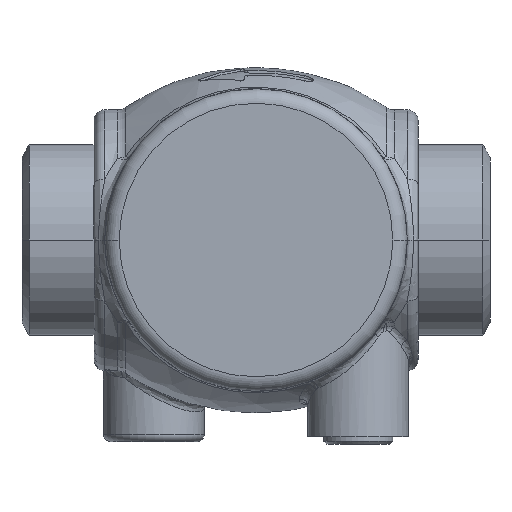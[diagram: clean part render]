
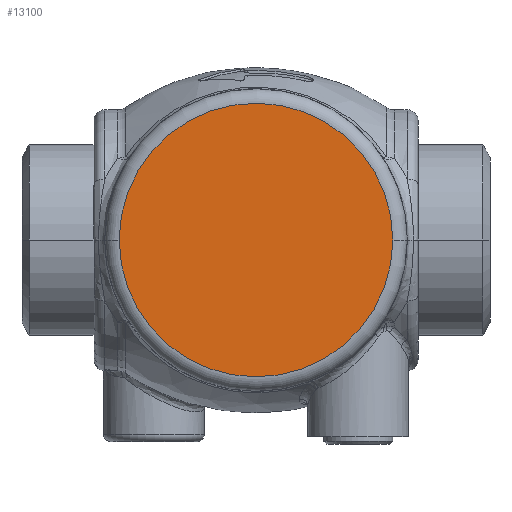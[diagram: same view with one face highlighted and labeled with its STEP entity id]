
A CAD part, front view. The second image highlights one B-rep face of the part: STEP entity #13100.
In plain terms, the highlighted planar face has unit normal (0, -1, 0).
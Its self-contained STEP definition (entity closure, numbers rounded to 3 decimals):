
#1819=CARTESIAN_POINT('',(0.,-33.5,0.));
#1820=DIRECTION('',(0.,-1.,0.));
#1821=DIRECTION('',(-1.,0.,0.008));
#1822=AXIS2_PLACEMENT_3D('',#1819,#1820,#1821);
#1839=CARTESIAN_POINT('',(0.,-33.5,0.));
#1840=DIRECTION('',(0.,1.,0.));
#1841=DIRECTION('',(-1.,0.,0.008));
#1842=AXIS2_PLACEMENT_3D('',#1839,#1840,#1841);
#1844=CARTESIAN_POINT('',(0.,-33.5,0.));
#1845=DIRECTION('',(0.,1.,0.));
#1846=DIRECTION('',(1.,0.,-0.008));
#1847=AXIS2_PLACEMENT_3D('',#1844,#1845,#1846);
#1849=CARTESIAN_POINT('',(0.,-33.5,0.));
#1850=DIRECTION('',(0.,-1.,0.));
#1851=DIRECTION('',(1.,0.,-0.008));
#1852=AXIS2_PLACEMENT_3D('',#1849,#1850,#1851);
#10710=CARTESIAN_POINT('',(-18.999,-33.5,0.155));
#10711=CARTESIAN_POINT('',(19.,-33.5,0.003));
#10712=VERTEX_POINT('',#10710);
#10713=VERTEX_POINT('',#10711);
#10714=CARTESIAN_POINT('',(-19.,-33.5,-0.003));
#10715=VERTEX_POINT('',#10714);
#10716=CARTESIAN_POINT('',(18.999,-33.5,-0.155));
#10717=VERTEX_POINT('',#10716);
#13087=CARTESIAN_POINT('',(0.,-33.5,0.));
#13088=DIRECTION('',(0.,-1.,0.));
#13089=DIRECTION('',(-1.,0.,0.));
#13090=AXIS2_PLACEMENT_3D('',#13087,#13088,#13089);
#13091=PLANE('',#13090);
#13092=ORIENTED_EDGE('',*,*,#13076,.F.);
#13093=ORIENTED_EDGE('',*,*,#13074,.T.);
#13095=ORIENTED_EDGE('',*,*,#13094,.F.);
#13097=ORIENTED_EDGE('',*,*,#13096,.T.);
#13098=EDGE_LOOP('',(#13092,#13093,#13095,#13097));
#13099=FACE_OUTER_BOUND('',#13098,.F.);
#13100=ADVANCED_FACE('',(#13099),#13091,.T.);
#1823=CIRCLE('',#1822,19.);
#1843=CIRCLE('',#1842,19.);
#1848=CIRCLE('',#1847,19.);
#1853=CIRCLE('',#1852,19.);
#13074=EDGE_CURVE('',#10712,#10713,#1843,.T.);
#13076=EDGE_CURVE('',#10712,#10715,#1823,.T.);
#13094=EDGE_CURVE('',#10717,#10713,#1853,.T.);
#13096=EDGE_CURVE('',#10717,#10715,#1848,.T.);
